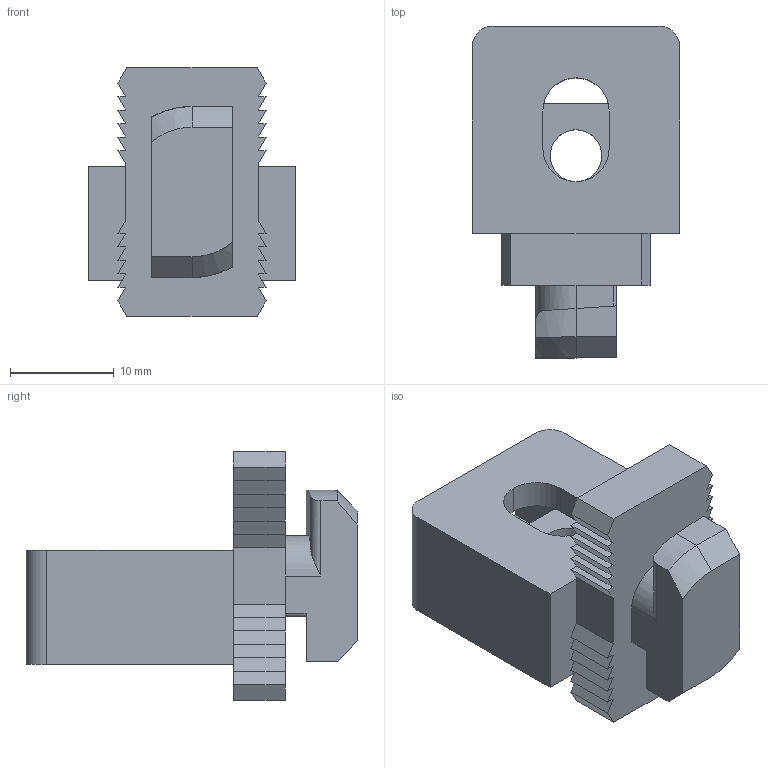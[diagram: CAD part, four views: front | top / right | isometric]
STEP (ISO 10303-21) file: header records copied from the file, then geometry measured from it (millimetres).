
FILE_DESCRIPTION (( 'STEP AP203' ), '1' );
FILE_NAME ('094523m6.STEP', '2015-09-24T09:03:30', ( '' ), ( '' ), 'SwSTEP 2.0', 'SolidWorks 2014', '' );
FILE_SCHEMA (( 'CONFIG_CONTROL_DESIGN' ));
Length unit declared in the file: millimetre
Products named in the file (3): 094523m6; 094523; 340me320_340me320
Assembly tree (2 placements, depth 2):
  094523m6
    094523
    340me320_340me320
Bounding box: 20 x 32 x 24 mm (x, y, z)
Volume: 5586 mm3; surface area: 3960.5 mm2
Topology: 2 solids, 2 shells, 162 faces, 454 edges, 298 vertices
Faces by surface type: plane 118, cylinder 30, torus 12, cone 2
Entity records: 5525 total; most frequent: CARTESIAN_POINT 1015, ORIENTED_EDGE 908, DIRECTION 840, EDGE_CURVE 454, LINE 362, VECTOR 362, VERTEX_POINT 298, AXIS2_PLACEMENT_3D 239
